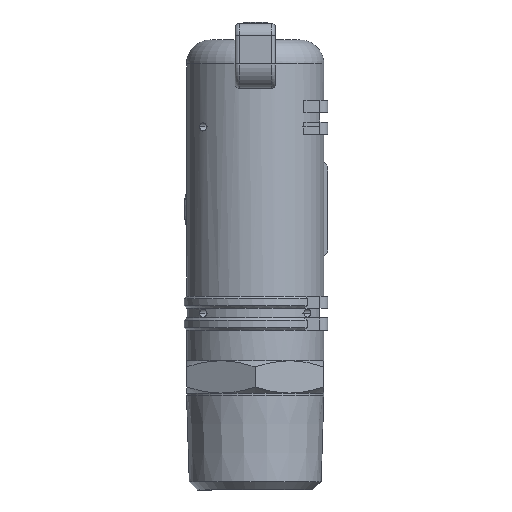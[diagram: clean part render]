
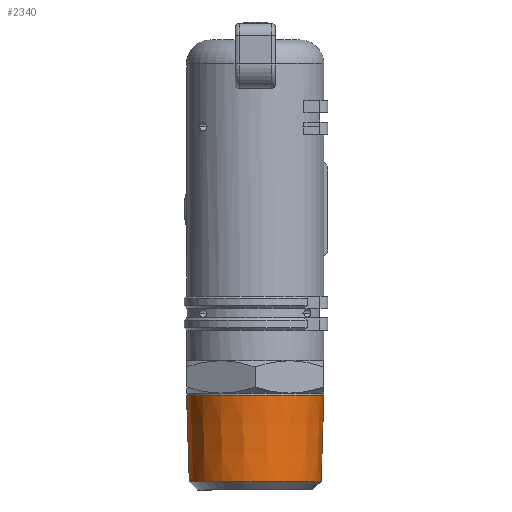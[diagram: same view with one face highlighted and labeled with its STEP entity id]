
A CAD part, front view. The second image highlights one B-rep face of the part: STEP entity #2340.
In plain terms, the highlighted conical face has half-angle 1.79 degrees and reference radius 8.32 mm.
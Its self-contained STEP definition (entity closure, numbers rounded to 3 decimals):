
#2152=CARTESIAN_POINT('',(-0.1,-14.375,-17.217));
#2153=VERTEX_POINT('',#2152);
#2162=CARTESIAN_POINT('',(8.4,-5.875,-17.217));
#2163=VERTEX_POINT('',#2162);
#2164=CARTESIAN_POINT('',(-0.1,-5.875,-17.217));
#2165=DIRECTION('',(0.0,0.0,1.0));
#2166=DIRECTION('',(0.0,-1.0,0.0));
#2167=AXIS2_PLACEMENT_3D('',#2164,#2165,#2166);
#2168=CIRCLE('',#2167,8.5);
#2169=EDGE_CURVE('',#2153,#2163,#2168,.T.);
#2230=CARTESIAN_POINT('',(8.064,-5.875,-27.975));
#2231=VERTEX_POINT('',#2230);
#2232=CARTESIAN_POINT('',(8.064,-5.875,-27.975));
#2233=DIRECTION('',(0.031,0.,1.));
#2234=VECTOR('',#2233,10.764);
#2235=LINE('',#2232,#2234);
#2236=EDGE_CURVE('',#2231,#2163,#2235,.T.);
#2238=CARTESIAN_POINT('',(-8.264,-5.875,-27.975));
#2239=VERTEX_POINT('',#2238);
#2247=CARTESIAN_POINT('',(-8.6,-5.875,-17.217));
#2248=VERTEX_POINT('',#2247);
#2249=CARTESIAN_POINT('',(-8.264,-5.875,-27.975));
#2250=DIRECTION('',(-0.031,0.,1.));
#2251=VECTOR('',#2250,10.764);
#2252=LINE('',#2249,#2251);
#2253=EDGE_CURVE('',#2239,#2248,#2252,.T.);
#2294=CARTESIAN_POINT('',(-0.1,-5.875,-27.975));
#2295=DIRECTION('',(0.0,0.0,-1.0));
#2296=DIRECTION('',(-1.0,0.0,0.0));
#2297=AXIS2_PLACEMENT_3D('',#2294,#2295,#2296);
#2298=CIRCLE('',#2297,8.164);
#2299=EDGE_CURVE('',#2231,#2239,#2298,.T.);
#2322=CARTESIAN_POINT('',(-0.1,-5.875,-22.975));
#2323=DIRECTION('',(0.0,0.0,1.0));
#2324=DIRECTION('',(1.0,0.0,0.0));
#2325=AXIS2_PLACEMENT_3D('',#2322,#2323,#2324);
#2326=CONICAL_SURFACE('',#2325,8.32,1.79);
#2327=ORIENTED_EDGE('',*,*,#2236,.T.);
#2328=ORIENTED_EDGE('',*,*,#2169,.F.);
#2329=CARTESIAN_POINT('',(-0.1,-5.875,-17.217));
#2330=DIRECTION('',(0.0,0.0,1.0));
#2331=DIRECTION('',(0.0,-1.0,0.0));
#2332=AXIS2_PLACEMENT_3D('',#2329,#2330,#2331);
#2333=CIRCLE('',#2332,8.5);
#2334=EDGE_CURVE('',#2248,#2153,#2333,.T.);
#2335=ORIENTED_EDGE('',*,*,#2334,.F.);
#2336=ORIENTED_EDGE('',*,*,#2253,.F.);
#2337=ORIENTED_EDGE('',*,*,#2299,.F.);
#2338=EDGE_LOOP('',(#2327,#2328,#2335,#2336,#2337));
#2339=FACE_OUTER_BOUND('',#2338,.T.);
#2340=ADVANCED_FACE('',(#2339),#2326,.T.);
